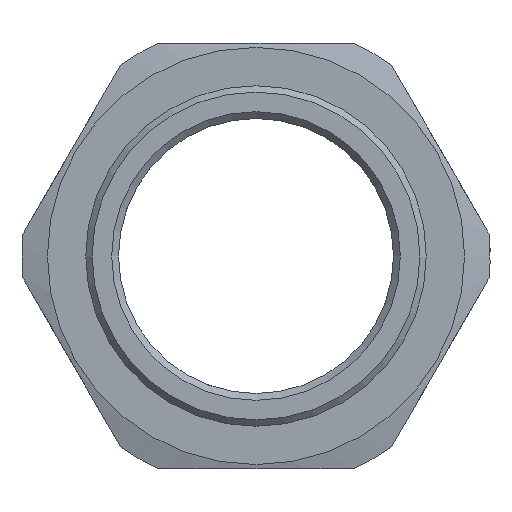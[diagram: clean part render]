
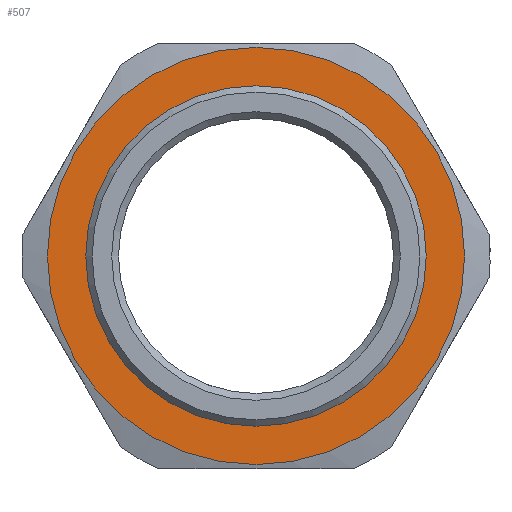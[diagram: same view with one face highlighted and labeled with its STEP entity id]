
A CAD part, left-side view. The second image highlights one B-rep face of the part: STEP entity #507.
In plain terms, the highlighted planar face has unit normal (-1, 0, 0).
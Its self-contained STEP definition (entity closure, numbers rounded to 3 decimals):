
#507 = ADVANCED_FACE ( 'NONE', ( #2884, #3939 ), #896, .F. ) ;
#685 = EDGE_LOOP ( 'NONE', ( #1835 ) ) ;
#896 = PLANE ( 'NONE',  #3918 ) ;
#942 = CARTESIAN_POINT ( 'NONE',  ( 15.3, 20., 0. ) ) ;
#961 = DIRECTION ( 'NONE',  ( 1., 0., 0. ) ) ;
#998 = DIRECTION ( 'NONE',  ( 0., 0., -1. ) ) ;
#1517 = CARTESIAN_POINT ( 'NONE',  ( 15.3, 0., -24.5 ) ) ;
#1622 = CIRCLE ( 'NONE', #3812, 24.5 ) ;
#1835 = ORIENTED_EDGE ( 'NONE', *, *, #2881, .T. ) ;
#1859 = CIRCLE ( 'NONE', #2716, 20. ) ;
#1924 = CARTESIAN_POINT ( 'NONE',  ( 15.3, 0., 0. ) ) ;
#2043 = EDGE_LOOP ( 'NONE', ( #4264 ) ) ;
#2069 = CARTESIAN_POINT ( 'NONE',  ( 15.3, 0., 0. ) ) ;
#2392 = DIRECTION ( 'NONE',  ( 0., 0., -1. ) ) ;
#2534 = DIRECTION ( 'NONE',  ( 0., 0., -1. ) ) ;
#2716 = AXIS2_PLACEMENT_3D ( 'NONE', #2069, #5264, #2534 ) ;
#2881 = EDGE_CURVE ( 'NONE', #5774, #5774, #1859, .T. ) ;
#2884 = FACE_OUTER_BOUND ( 'NONE', #2043, .T. ) ;
#3069 = VERTEX_POINT ( 'NONE', #1517 ) ;
#3812 = AXIS2_PLACEMENT_3D ( 'NONE', #1924, #5125, #2392 ) ;
#3918 = AXIS2_PLACEMENT_3D ( 'NONE', #942, #961, #998 ) ;
#3939 = FACE_BOUND ( 'NONE', #685, .T. ) ;
#4264 = ORIENTED_EDGE ( 'NONE', *, *, #4679, .F. ) ;
#4679 = EDGE_CURVE ( 'NONE', #3069, #3069, #1622, .T. ) ;
#4712 = CARTESIAN_POINT ( 'NONE',  ( 15.3, 0., -20. ) ) ;
#5125 = DIRECTION ( 'NONE',  ( 1., 0., 0. ) ) ;
#5264 = DIRECTION ( 'NONE',  ( 1., 0., 0. ) ) ;
#5774 = VERTEX_POINT ( 'NONE', #4712 ) ;
